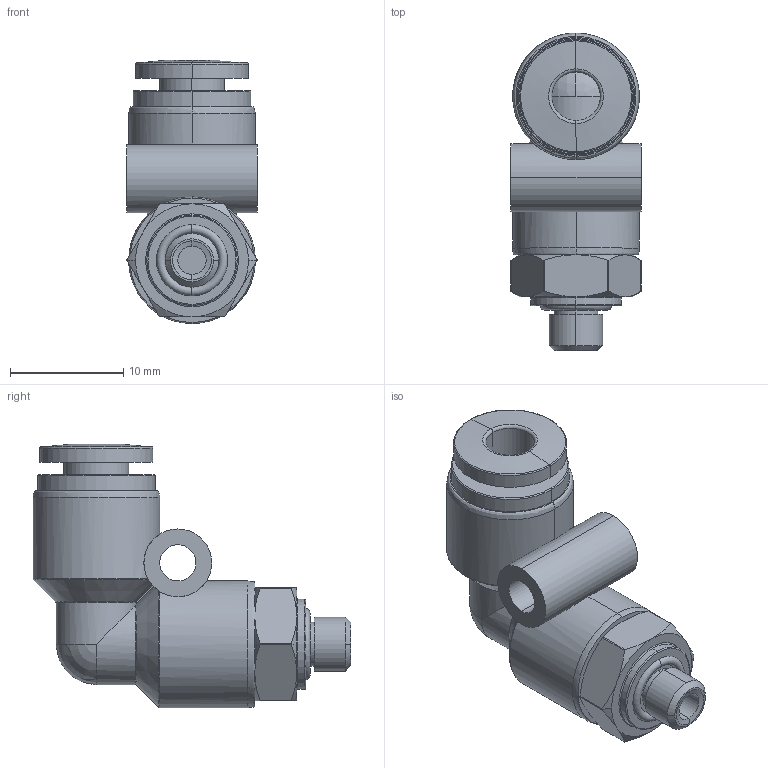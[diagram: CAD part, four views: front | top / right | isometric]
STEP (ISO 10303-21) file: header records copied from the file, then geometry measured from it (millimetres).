
FILE_DESCRIPTION (( 'STEP AP214' ), '1' );
FILE_NAME ('276-8637-001 Simplified Model.STEP', '2023-07-27T21:22:13', ( '' ), ( '' ), 'SwSTEP 2.0', 'SolidWorks 2021', '' );
FILE_SCHEMA (( 'AUTOMOTIVE_DESIGN' ));
Length unit declared in the file: millimetre
Products named in the file (1): 276-8637-001 Simplified Model
Bounding box: 11.52 x 28.1 x 23.28 mm (x, y, z)
Volume: 2681.6 mm3; surface area: 2731.7 mm2
Topology: 5 solids, 6 shells, 134 faces, 308 edges, 189 vertices
Faces by surface type: cylinder 49, torus 38, plane 25, cone 9, sphere 9, bspline 4
Entity records: 4848 total; most frequent: CARTESIAN_POINT 1818, DIRECTION 638, ORIENTED_EDGE 604, EDGE_CURVE 302, AXIS2_PLACEMENT_3D 289, VERTEX_POINT 187, CIRCLE 158, EDGE_LOOP 149
